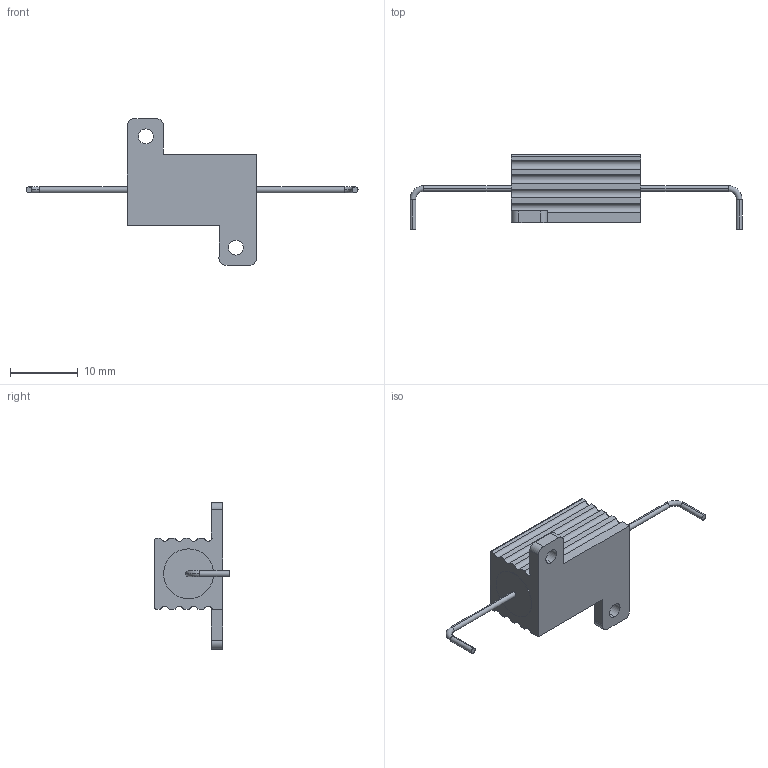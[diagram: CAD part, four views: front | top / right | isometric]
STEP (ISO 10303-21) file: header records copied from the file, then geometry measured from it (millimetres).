
FILE_DESCRIPTION (( 'STEP AP214' ), '1' );
FILE_NAME ('10W 330RJ.STEP', '2024-03-07T12:22:21', ( '' ), ( '' ), 'SwSTEP 2.0', 'SolidWorks 2024', '' );
FILE_SCHEMA (( 'AUTOMOTIVE_DESIGN' ));
Length unit declared in the file: millimetre
Products named in the file (1): 10W 330RJ
Bounding box: 48.85 x 11 x 21.55 mm (x, y, z)
Volume: 2045.7 mm3; surface area: 1310.7 mm2
Topology: 1 solids, 1 shells, 207 faces, 568 edges, 378 vertices
Faces by surface type: plane 94, bspline 74, cylinder 35, torus 4
Entity records: 9455 total; most frequent: CARTESIAN_POINT 4588, ORIENTED_EDGE 1136, DIRECTION 770, EDGE_CURVE 568, VERTEX_POINT 378, LINE 338, VECTOR 338, EDGE_LOOP 226
